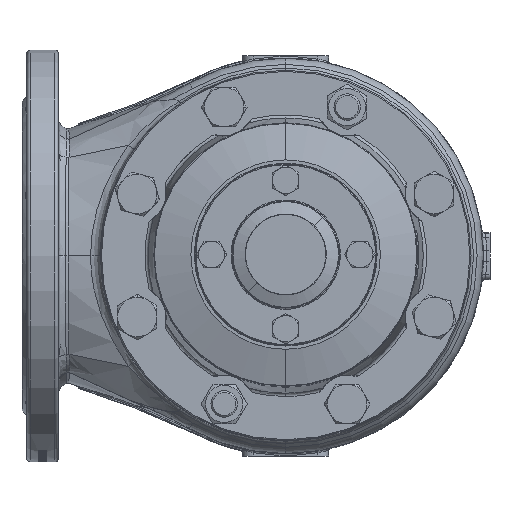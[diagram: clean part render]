
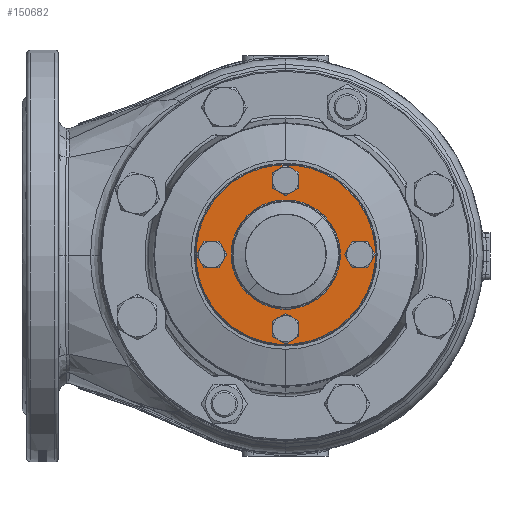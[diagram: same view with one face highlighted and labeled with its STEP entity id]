
A CAD part, top view. The second image highlights one B-rep face of the part: STEP entity #150682.
In plain terms, the highlighted planar face has unit normal (0, 0, 1).
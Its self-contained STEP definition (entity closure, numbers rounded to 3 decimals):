
#149666=CARTESIAN_POINT('',(-38.537,-38.537,501.9));
#149667=VERTEX_POINT('',#149666);
#149668=CARTESIAN_POINT('',(38.537,38.537,501.9));
#149669=VERTEX_POINT('',#149668);
#149670=CARTESIAN_POINT('',(0.,0.,501.9));
#149671=DIRECTION('',(-0.,-0.,1.));
#149672=DIRECTION('',(0.707,0.707,0.));
#149673=AXIS2_PLACEMENT_3D('',#149670,#149671,#149672);
#149674=CIRCLE('',#149673,54.5);
#149675=EDGE_CURVE('NONE',#149667,#149669,#149674,.T.);
#149761=CARTESIAN_POINT('',(-41.111,3.889,501.9));
#149762=VERTEX_POINT('',#149761);
#149769=CARTESIAN_POINT('',(-48.889,-3.889,501.9));
#149770=VERTEX_POINT('',#149769);
#149771=CARTESIAN_POINT('',(-45.,0.,501.9));
#149772=DIRECTION('',(0.,0.,1.));
#149773=DIRECTION('',(-0.707,-0.707,0.));
#149774=AXIS2_PLACEMENT_3D('',#149771,#149772,#149773);
#149775=CIRCLE('',#149774,5.5);
#149776=EDGE_CURVE('NONE',#149762,#149770,#149775,.T.);
#149803=CARTESIAN_POINT('',(3.889,-41.111,501.9));
#149804=VERTEX_POINT('',#149803);
#149811=CARTESIAN_POINT('',(-3.889,-48.889,501.9));
#149812=VERTEX_POINT('',#149811);
#149813=CARTESIAN_POINT('',(0.,-45.,501.9));
#149814=DIRECTION('',(0.,0.,1.));
#149815=DIRECTION('',(-0.707,-0.707,0.));
#149816=AXIS2_PLACEMENT_3D('',#149813,#149814,#149815);
#149817=CIRCLE('',#149816,5.5);
#149818=EDGE_CURVE('NONE',#149804,#149812,#149817,.T.);
#149845=CARTESIAN_POINT('',(48.889,3.889,501.9));
#149846=VERTEX_POINT('',#149845);
#149853=CARTESIAN_POINT('',(41.111,-3.889,501.9));
#149854=VERTEX_POINT('',#149853);
#149855=CARTESIAN_POINT('',(45.,0.,501.9));
#149856=DIRECTION('',(0.,0.,1.));
#149857=DIRECTION('',(-0.707,-0.707,0.));
#149858=AXIS2_PLACEMENT_3D('',#149855,#149856,#149857);
#149859=CIRCLE('',#149858,5.5);
#149860=EDGE_CURVE('NONE',#149846,#149854,#149859,.T.);
#149887=CARTESIAN_POINT('',(3.889,48.889,501.9));
#149888=VERTEX_POINT('',#149887);
#149895=CARTESIAN_POINT('',(-3.889,41.111,501.9));
#149896=VERTEX_POINT('',#149895);
#149897=CARTESIAN_POINT('',(0.,45.,501.9));
#149898=DIRECTION('',(0.,0.,1.));
#149899=DIRECTION('',(-0.707,-0.707,0.));
#149900=AXIS2_PLACEMENT_3D('',#149897,#149898,#149899);
#149901=CIRCLE('',#149900,5.5);
#149902=EDGE_CURVE('NONE',#149888,#149896,#149901,.T.);
#149960=CARTESIAN_POINT('',(-23.476,-23.476,501.9));
#149961=VERTEX_POINT('',#149960);
#149962=CARTESIAN_POINT('',(23.476,23.476,501.9));
#149963=VERTEX_POINT('',#149962);
#149964=CARTESIAN_POINT('',(0.,0.,501.9));
#149965=DIRECTION('',(0.,0.,-1.));
#149966=DIRECTION('',(0.707,0.707,0.));
#149967=AXIS2_PLACEMENT_3D('',#149964,#149965,#149966);
#149968=CIRCLE('',#149967,33.2);
#149969=EDGE_CURVE('NONE',#149961,#149963,#149968,.T.);
#150617=CARTESIAN_POINT('',(-38.891,38.891,501.9));
#150618=DIRECTION('',(0.,0.,-1.));
#150619=DIRECTION('',(0.707,0.707,0.));
#150620=AXIS2_PLACEMENT_3D('',#150617,#150618,#150619);
#150621=PLANE('',#150620);
#150622=CARTESIAN_POINT('',(0.,0.,501.9));
#150623=DIRECTION('',(-0.,-0.,1.));
#150624=DIRECTION('',(0.707,0.707,0.));
#150625=AXIS2_PLACEMENT_3D('',#150622,#150623,#150624);
#150626=CIRCLE('',#150625,54.5);
#150627=EDGE_CURVE('NONE',#149669,#149667,#150626,.T.);
#150628=ORIENTED_EDGE('',*,*,#150627,.T.);
#150629=ORIENTED_EDGE('',*,*,#149675,.T.);
#150630=EDGE_LOOP('',(#150628,#150629));
#150631=FACE_BOUND('',#150630,.T.);
#150632=CARTESIAN_POINT('',(-45.,0.,501.9));
#150633=DIRECTION('',(0.,0.,1.));
#150634=DIRECTION('',(-0.707,-0.707,0.));
#150635=AXIS2_PLACEMENT_3D('',#150632,#150633,#150634);
#150636=CIRCLE('',#150635,5.5);
#150637=EDGE_CURVE('NONE',#149770,#149762,#150636,.T.);
#150638=ORIENTED_EDGE('',*,*,#150637,.F.);
#150639=ORIENTED_EDGE('',*,*,#149776,.F.);
#150640=EDGE_LOOP('',(#150638,#150639));
#150641=FACE_BOUND('',#150640,.T.);
#150642=CARTESIAN_POINT('',(0.,-45.,501.9));
#150643=DIRECTION('',(0.,0.,1.));
#150644=DIRECTION('',(-0.707,-0.707,0.));
#150645=AXIS2_PLACEMENT_3D('',#150642,#150643,#150644);
#150646=CIRCLE('',#150645,5.5);
#150647=EDGE_CURVE('NONE',#149812,#149804,#150646,.T.);
#150648=ORIENTED_EDGE('',*,*,#150647,.F.);
#150649=ORIENTED_EDGE('',*,*,#149818,.F.);
#150650=EDGE_LOOP('',(#150648,#150649));
#150651=FACE_BOUND('',#150650,.T.);
#150652=CARTESIAN_POINT('',(45.,0.,501.9));
#150653=DIRECTION('',(0.,0.,1.));
#150654=DIRECTION('',(-0.707,-0.707,0.));
#150655=AXIS2_PLACEMENT_3D('',#150652,#150653,#150654);
#150656=CIRCLE('',#150655,5.5);
#150657=EDGE_CURVE('NONE',#149854,#149846,#150656,.T.);
#150658=ORIENTED_EDGE('',*,*,#150657,.F.);
#150659=ORIENTED_EDGE('',*,*,#149860,.F.);
#150660=EDGE_LOOP('',(#150658,#150659));
#150661=FACE_BOUND('',#150660,.T.);
#150662=CARTESIAN_POINT('',(0.,45.,501.9));
#150663=DIRECTION('',(0.,0.,1.));
#150664=DIRECTION('',(-0.707,-0.707,0.));
#150665=AXIS2_PLACEMENT_3D('',#150662,#150663,#150664);
#150666=CIRCLE('',#150665,5.5);
#150667=EDGE_CURVE('NONE',#149896,#149888,#150666,.T.);
#150668=ORIENTED_EDGE('',*,*,#150667,.F.);
#150669=ORIENTED_EDGE('',*,*,#149902,.F.);
#150670=EDGE_LOOP('',(#150668,#150669));
#150671=FACE_BOUND('',#150670,.T.);
#150672=CARTESIAN_POINT('',(0.,0.,501.9));
#150673=DIRECTION('',(0.,0.,-1.));
#150674=DIRECTION('',(0.707,0.707,0.));
#150675=AXIS2_PLACEMENT_3D('',#150672,#150673,#150674);
#150676=CIRCLE('',#150675,33.2);
#150677=EDGE_CURVE('NONE',#149963,#149961,#150676,.T.);
#150678=ORIENTED_EDGE('',*,*,#150677,.T.);
#150679=ORIENTED_EDGE('',*,*,#149969,.T.);
#150680=EDGE_LOOP('',(#150678,#150679));
#150681=FACE_BOUND('',#150680,.T.);
#150682=ADVANCED_FACE('NONE',(#150631,#150641,#150651,#150661,#150671,#150681),#150621,.F.);
